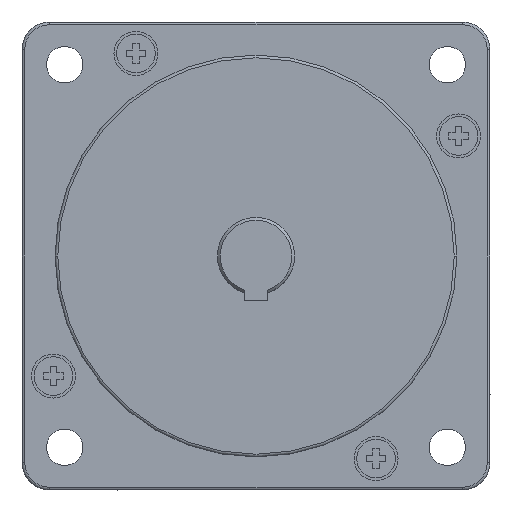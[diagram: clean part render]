
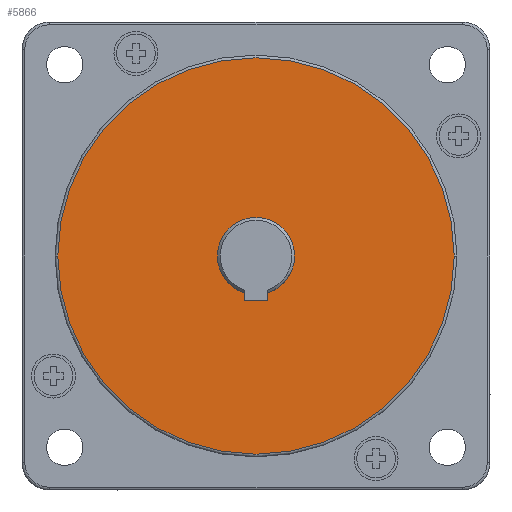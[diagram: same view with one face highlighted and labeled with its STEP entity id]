
A CAD part, left-side view. The second image highlights one B-rep face of the part: STEP entity #5866.
In plain terms, the highlighted planar face has unit normal (-1, 0, 0).
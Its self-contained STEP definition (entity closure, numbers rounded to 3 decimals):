
#1701=CARTESIAN_POINT('',(-2.,0.,0.));
#1702=DIRECTION('',(-1.,0.,0.));
#1703=DIRECTION('',(0.,1.,0.));
#1704=AXIS2_PLACEMENT_3D('',#1701,#1702,#1703);
#1706=CARTESIAN_POINT('',(-2.,0.,0.));
#1707=DIRECTION('',(-1.,0.,0.));
#1708=DIRECTION('',(0.,-1.,0.));
#1709=AXIS2_PLACEMENT_3D('',#1706,#1707,#1708);
#1711=CARTESIAN_POINT('',(-2.,0.,0.));
#1712=DIRECTION('',(-1.,0.,0.));
#1713=DIRECTION('',(0.,-1.,0.));
#1714=AXIS2_PLACEMENT_3D('',#1711,#1712,#1713);
#1716=CARTESIAN_POINT('',(-2.,0.,0.));
#1717=DIRECTION('',(-1.,0.,0.));
#1718=DIRECTION('',(0.,1.,0.));
#1719=AXIS2_PLACEMENT_3D('',#1716,#1717,#1718);
#2626=CARTESIAN_POINT('',(-2.,7.,0.));
#2627=CARTESIAN_POINT('',(-2.,-7.,0.));
#2628=VERTEX_POINT('',#2626);
#2629=VERTEX_POINT('',#2627);
#2630=CARTESIAN_POINT('',(-2.,-36.,0.));
#2631=CARTESIAN_POINT('',(-2.,36.,0.));
#2632=VERTEX_POINT('',#2630);
#2633=VERTEX_POINT('',#2631);
#5850=CARTESIAN_POINT('',(-2.,0.,0.));
#5851=DIRECTION('',(-1.,0.,0.));
#5852=DIRECTION('',(0.,1.,0.));
#5853=AXIS2_PLACEMENT_3D('',#5850,#5851,#5852);
#5854=PLANE('',#5853);
#5856=ORIENTED_EDGE('',*,*,#5855,.F.);
#5857=ORIENTED_EDGE('',*,*,#5840,.F.);
#5858=EDGE_LOOP('',(#5856,#5857));
#5859=FACE_OUTER_BOUND('',#5858,.F.);
#5861=ORIENTED_EDGE('',*,*,#5860,.T.);
#5863=ORIENTED_EDGE('',*,*,#5862,.T.);
#5864=EDGE_LOOP('',(#5861,#5863));
#5865=FACE_BOUND('',#5864,.F.);
#1705=CIRCLE('',#1704,7.);
#1710=CIRCLE('',#1709,7.);
#1715=CIRCLE('',#1714,36.);
#1720=CIRCLE('',#1719,36.);
#5840=EDGE_CURVE('',#2633,#2632,#1720,.T.);
#5855=EDGE_CURVE('',#2632,#2633,#1715,.T.);
#5860=EDGE_CURVE('',#2628,#2629,#1705,.T.);
#5862=EDGE_CURVE('',#2629,#2628,#1710,.T.);
#5866=ADVANCED_FACE('',(#5859,#5865),#5854,.T.);
